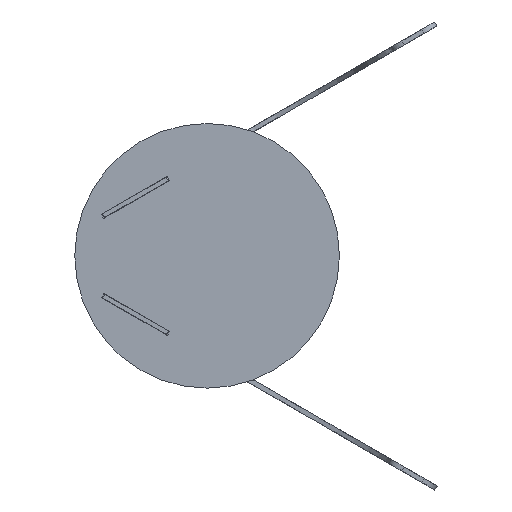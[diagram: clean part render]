
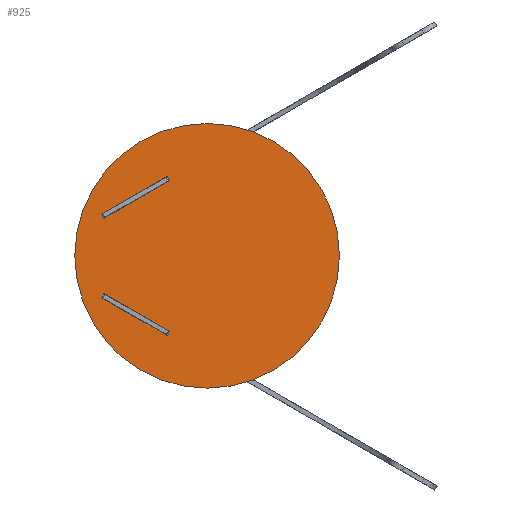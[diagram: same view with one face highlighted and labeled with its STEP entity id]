
A CAD part, front view. The second image highlights one B-rep face of the part: STEP entity #925.
In plain terms, the highlighted planar face has unit normal (0, -1, 0).
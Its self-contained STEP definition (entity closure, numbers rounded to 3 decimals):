
#33=FACE_BOUND('',#140,.T.);
#34=FACE_BOUND('',#141,.T.);
#68=PLANE('',#1049);
#90=FACE_OUTER_BOUND('',#139,.T.);
#139=EDGE_LOOP('',(#652));
#140=EDGE_LOOP('',(#653,#654,#655,#656));
#141=EDGE_LOOP('',(#657,#658,#659,#660));
#227=LINE('',#1463,#304);
#228=LINE('',#1465,#305);
#229=LINE('',#1467,#306);
#230=LINE('',#1468,#307);
#231=LINE('',#1471,#308);
#232=LINE('',#1473,#309);
#233=LINE('',#1475,#310);
#234=LINE('',#1476,#311);
#304=VECTOR('',#1171,1000.);
#305=VECTOR('',#1172,1000.);
#306=VECTOR('',#1173,1000.);
#307=VECTOR('',#1174,1000.);
#308=VECTOR('',#1175,1000.);
#309=VECTOR('',#1176,1000.);
#310=VECTOR('',#1177,1000.);
#311=VECTOR('',#1178,1000.);
#372=CIRCLE('',#1046,87.5);
#424=VERTEX_POINT('',#1438);
#434=VERTEX_POINT('',#1461);
#435=VERTEX_POINT('',#1462);
#436=VERTEX_POINT('',#1464);
#437=VERTEX_POINT('',#1466);
#438=VERTEX_POINT('',#1469);
#439=VERTEX_POINT('',#1470);
#440=VERTEX_POINT('',#1472);
#441=VERTEX_POINT('',#1474);
#510=EDGE_CURVE('',#424,#424,#372,.T.);
#521=EDGE_CURVE('',#434,#435,#227,.T.);
#522=EDGE_CURVE('',#435,#436,#228,.T.);
#523=EDGE_CURVE('',#436,#437,#229,.T.);
#524=EDGE_CURVE('',#437,#434,#230,.T.);
#525=EDGE_CURVE('',#438,#439,#231,.T.);
#526=EDGE_CURVE('',#439,#440,#232,.T.);
#527=EDGE_CURVE('',#440,#441,#233,.T.);
#528=EDGE_CURVE('',#441,#438,#234,.T.);
#652=ORIENTED_EDGE('',*,*,#510,.F.);
#653=ORIENTED_EDGE('',*,*,#521,.T.);
#654=ORIENTED_EDGE('',*,*,#522,.T.);
#655=ORIENTED_EDGE('',*,*,#523,.T.);
#656=ORIENTED_EDGE('',*,*,#524,.T.);
#657=ORIENTED_EDGE('',*,*,#525,.T.);
#658=ORIENTED_EDGE('',*,*,#526,.T.);
#659=ORIENTED_EDGE('',*,*,#527,.T.);
#660=ORIENTED_EDGE('',*,*,#528,.T.);
#925=ADVANCED_FACE('',(#90,#33,#34),#68,.F.);
#1046=AXIS2_PLACEMENT_3D('',#1439,#1154,#1155);
#1049=AXIS2_PLACEMENT_3D('',#1460,#1169,#1170);
#1154=DIRECTION('center_axis',(0.,1.,0.));
#1155=DIRECTION('ref_axis',(0.,0.,1.));
#1169=DIRECTION('center_axis',(0.,1.,0.));
#1170=DIRECTION('ref_axis',(0.,0.,1.));
#1171=DIRECTION('',(-0.5,0.,0.866));
#1172=DIRECTION('',(0.866,0.,0.5));
#1173=DIRECTION('',(0.5,0.,-0.866));
#1174=DIRECTION('',(-0.866,0.,-0.5));
#1175=DIRECTION('',(0.5,0.,0.866));
#1176=DIRECTION('',(0.866,0.,-0.5));
#1177=DIRECTION('',(-0.5,0.,-0.866));
#1178=DIRECTION('',(-0.866,0.,0.5));
#1438=CARTESIAN_POINT('',(0.,0.,87.5));
#1439=CARTESIAN_POINT('Origin',(0.,0.,0.));
#1460=CARTESIAN_POINT('Origin',(0.,0.,0.));
#1461=CARTESIAN_POINT('',(-27.468,0.,-69.726));
#1462=CARTESIAN_POINT('',(-52.468,0.,-26.425));
#1463=CARTESIAN_POINT('',(-50.793,0.,-29.326));
#1464=CARTESIAN_POINT('',(-50.,0.,-25.));
#1465=CARTESIAN_POINT('',(-1.675,0.,2.901));
#1466=CARTESIAN_POINT('',(-25.,0.,-68.301));
#1467=CARTESIAN_POINT('',(-48.325,0.,-27.901));
#1468=CARTESIAN_POINT('',(23.325,0.,-40.401));
#1469=CARTESIAN_POINT('',(25.,0.,-68.301));
#1470=CARTESIAN_POINT('',(50.,0.,-25.));
#1471=CARTESIAN_POINT('',(48.325,0.,-27.901));
#1472=CARTESIAN_POINT('',(52.468,0.,-26.425));
#1473=CARTESIAN_POINT('',(1.675,0.,2.901));
#1474=CARTESIAN_POINT('',(27.468,0.,-69.726));
#1475=CARTESIAN_POINT('',(50.793,0.,-29.326));
#1476=CARTESIAN_POINT('',(-23.325,0.,-40.401));
